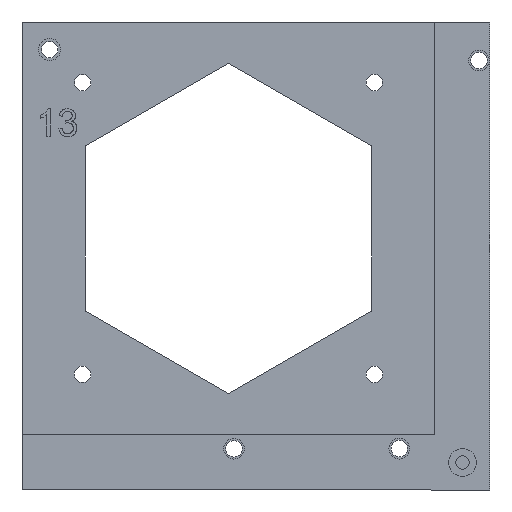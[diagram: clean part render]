
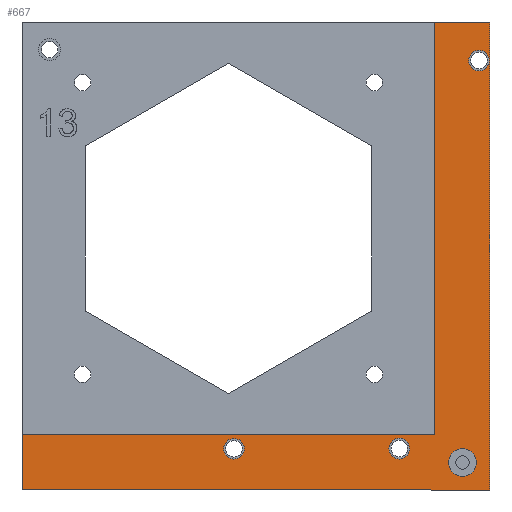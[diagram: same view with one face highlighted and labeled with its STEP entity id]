
A CAD part, left-side view. The second image highlights one B-rep face of the part: STEP entity #667.
In plain terms, the highlighted planar face has unit normal (-1, 0, 0).
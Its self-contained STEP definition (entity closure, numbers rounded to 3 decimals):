
#201 = VERTEX_POINT('',#202);
#202 = CARTESIAN_POINT('',(-194.,-170.,170.));
#208 = EDGE_CURVE('',#201,#209,#211,.T.);
#209 = VERTEX_POINT('',#210);
#210 = CARTESIAN_POINT('',(-194.,-170.,0.));
#211 = LINE('',#212,#213);
#212 = CARTESIAN_POINT('',(-194.,-170.,170.));
#213 = VECTOR('',#214,1.);
#214 = DIRECTION('',(0.,0.,-1.));
#232 = EDGE_CURVE('',#209,#233,#235,.T.);
#233 = VERTEX_POINT('',#234);
#234 = CARTESIAN_POINT('',(-194.,0.,0.));
#235 = LINE('',#236,#237);
#236 = CARTESIAN_POINT('',(-194.,-170.,0.));
#237 = VECTOR('',#238,1.);
#238 = DIRECTION('',(0.,1.,0.));
#273 = VERTEX_POINT('',#274);
#274 = CARTESIAN_POINT('',(-194.,-150.,170.));
#280 = EDGE_CURVE('',#201,#273,#281,.T.);
#281 = LINE('',#282,#283);
#282 = CARTESIAN_POINT('',(-194.,-170.,170.));
#283 = VECTOR('',#284,1.);
#284 = DIRECTION('',(0.,1.,0.));
#297 = EDGE_CURVE('',#233,#298,#300,.T.);
#298 = VERTEX_POINT('',#299);
#299 = CARTESIAN_POINT('',(-194.,0.,20.));
#300 = LINE('',#301,#302);
#301 = CARTESIAN_POINT('',(-194.,0.,0.));
#302 = VECTOR('',#303,1.);
#303 = DIRECTION('',(0.,0.,1.));
#667 = ADVANCED_FACE('',(#668,#688,#699,#710,#721),#732,.T.);
#668 = FACE_BOUND('',#669,.T.);
#669 = EDGE_LOOP('',(#670,#671,#679,#685,#686,#687));
#670 = ORIENTED_EDGE('',*,*,#280,.T.);
#671 = ORIENTED_EDGE('',*,*,#672,.T.);
#672 = EDGE_CURVE('',#273,#673,#675,.T.);
#673 = VERTEX_POINT('',#674);
#674 = CARTESIAN_POINT('',(-194.,-150.,20.));
#675 = LINE('',#676,#677);
#676 = CARTESIAN_POINT('',(-194.,-150.,170.));
#677 = VECTOR('',#678,1.);
#678 = DIRECTION('',(0.,0.,-1.));
#679 = ORIENTED_EDGE('',*,*,#680,.F.);
#680 = EDGE_CURVE('',#298,#673,#681,.T.);
#681 = LINE('',#682,#683);
#682 = CARTESIAN_POINT('',(-194.,0.,20.));
#683 = VECTOR('',#684,1.);
#684 = DIRECTION('',(0.,-1.,0.));
#685 = ORIENTED_EDGE('',*,*,#297,.F.);
#686 = ORIENTED_EDGE('',*,*,#232,.F.);
#687 = ORIENTED_EDGE('',*,*,#208,.F.);
#688 = FACE_BOUND('',#689,.T.);
#689 = EDGE_LOOP('',(#690));
#690 = ORIENTED_EDGE('',*,*,#691,.F.);
#691 = EDGE_CURVE('',#692,#692,#694,.T.);
#692 = VERTEX_POINT('',#693);
#693 = CARTESIAN_POINT('',(-194.,-80.75,14.972));
#694 = CIRCLE('',#695,3.75);
#695 = AXIS2_PLACEMENT_3D('',#696,#697,#698);
#696 = CARTESIAN_POINT('',(-194.,-77.,14.972));
#697 = DIRECTION('',(-1.,0.,0.));
#698 = DIRECTION('',(0.,-1.,0.));
#699 = FACE_BOUND('',#700,.T.);
#700 = EDGE_LOOP('',(#701));
#701 = ORIENTED_EDGE('',*,*,#702,.F.);
#702 = EDGE_CURVE('',#703,#703,#705,.T.);
#703 = VERTEX_POINT('',#704);
#704 = CARTESIAN_POINT('',(-194.,-140.79,15.005));
#705 = CIRCLE('',#706,3.75);
#706 = AXIS2_PLACEMENT_3D('',#707,#708,#709);
#707 = CARTESIAN_POINT('',(-194.,-137.04,15.005));
#708 = DIRECTION('',(-1.,0.,0.));
#709 = DIRECTION('',(0.,-1.,0.));
#710 = FACE_BOUND('',#711,.T.);
#711 = EDGE_LOOP('',(#712));
#712 = ORIENTED_EDGE('',*,*,#713,.F.);
#713 = EDGE_CURVE('',#714,#714,#716,.T.);
#714 = VERTEX_POINT('',#715);
#715 = CARTESIAN_POINT('',(-194.,-165.,10.));
#716 = CIRCLE('',#717,5.);
#717 = AXIS2_PLACEMENT_3D('',#718,#719,#720);
#718 = CARTESIAN_POINT('',(-194.,-160.,10.));
#719 = DIRECTION('',(-1.,0.,0.));
#720 = DIRECTION('',(0.,-1.,0.));
#721 = FACE_BOUND('',#722,.T.);
#722 = EDGE_LOOP('',(#723));
#723 = ORIENTED_EDGE('',*,*,#724,.F.);
#724 = EDGE_CURVE('',#725,#725,#727,.T.);
#725 = VERTEX_POINT('',#726);
#726 = CARTESIAN_POINT('',(-194.,-169.754,155.986));
#727 = CIRCLE('',#728,3.75);
#728 = AXIS2_PLACEMENT_3D('',#729,#730,#731);
#729 = CARTESIAN_POINT('',(-194.,-166.004,155.986));
#730 = DIRECTION('',(-1.,0.,0.));
#731 = DIRECTION('',(0.,-1.,0.));
#732 = PLANE('',#733);
#733 = AXIS2_PLACEMENT_3D('',#734,#735,#736);
#734 = CARTESIAN_POINT('',(-194.,-118.088,51.912));
#735 = DIRECTION('',(-1.,0.,0.));
#736 = DIRECTION('',(0.,-1.,0.));
